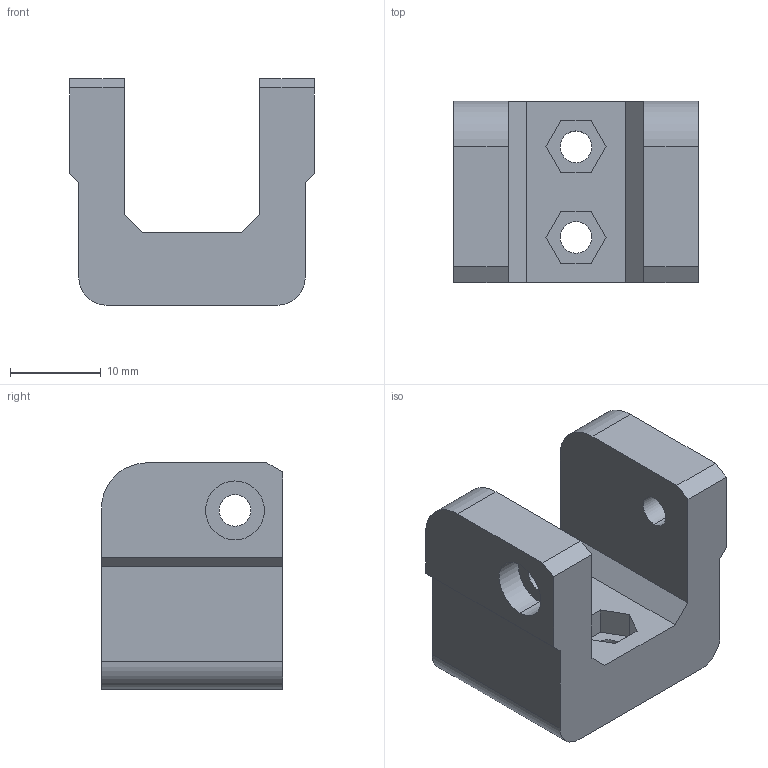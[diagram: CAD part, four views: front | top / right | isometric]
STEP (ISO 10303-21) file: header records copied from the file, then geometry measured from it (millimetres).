
FILE_DESCRIPTION (( 'STEP AP214' ), '1' );
FILE_NAME ('102 Y Idler Pulley Mount.STEP', '2021-03-17T18:26:49', ( '' ), ( '' ), 'SwSTEP 2.0', 'SolidWorks 2019', '' );
FILE_SCHEMA (( 'AUTOMOTIVE_DESIGN' ));
Length unit declared in the file: millimetre
Products named in the file (1): 102 Y Idler Pulley Mount
Bounding box: 27 x 20 x 25 mm (x, y, z)
Volume: 7256.8 mm3; surface area: 3702.5 mm2
Topology: 1 solids, 1 shells, 54 faces, 144 edges, 96 vertices
Faces by surface type: plane 40, cylinder 14
Entity records: 1726 total; most frequent: CARTESIAN_POINT 295, ORIENTED_EDGE 288, DIRECTION 282, EDGE_CURVE 144, VECTOR 116, LINE 116, VERTEX_POINT 96, AXIS2_PLACEMENT_3D 83
